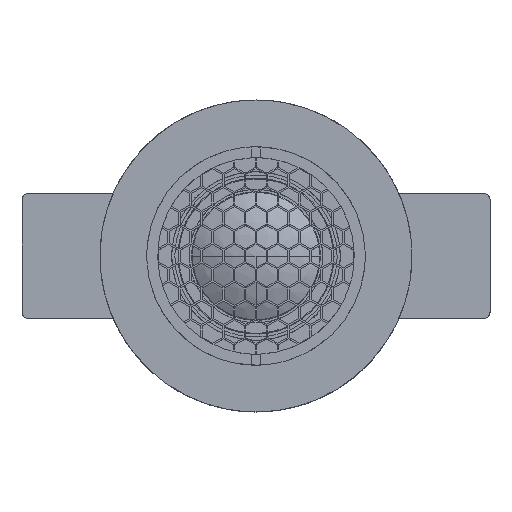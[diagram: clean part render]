
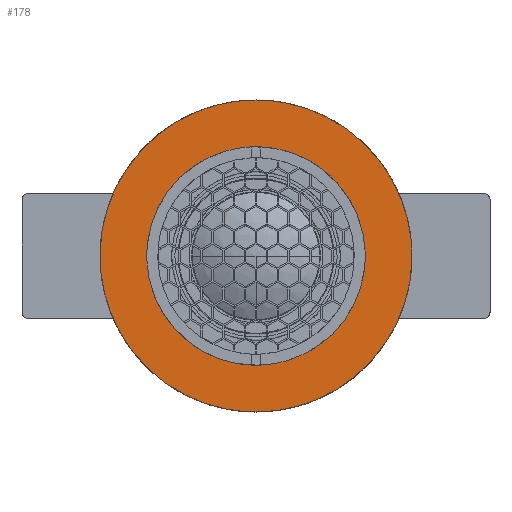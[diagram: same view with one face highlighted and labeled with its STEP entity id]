
A CAD part, top view. The second image highlights one B-rep face of the part: STEP entity #178.
In plain terms, the highlighted planar face has unit normal (0, 0, 1).
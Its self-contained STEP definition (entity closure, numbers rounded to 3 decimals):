
#178=ADVANCED_FACE('',(#1132,#940),#13563,.T.);
#940=FACE_BOUND('',#1949,.T.);
#1132=FACE_OUTER_BOUND('',#1948,.T.);
#1948=EDGE_LOOP('',(#3119,#3120));
#1949=EDGE_LOOP('',(#3121,#3122));
#3119=ORIENTED_EDGE('',*,*,#7504,.T.);
#3120=ORIENTED_EDGE('',*,*,#7528,.T.);
#3121=ORIENTED_EDGE('',*,*,#7531,.F.);
#3122=ORIENTED_EDGE('',*,*,#7514,.F.);
#7504=EDGE_CURVE('',#11984,#11996,#9690,.T.);
#7514=EDGE_CURVE('',#11988,#11998,#9700,.T.);
#7528=EDGE_CURVE('',#11996,#11984,#9714,.T.);
#7531=EDGE_CURVE('',#11998,#11988,#9717,.T.);
#9690=(
BOUNDED_CURVE()
B_SPLINE_CURVE(2,(#16376,#16377,#16378,#16379,#16380),.UNSPECIFIED.,.F.,
 .F.)
B_SPLINE_CURVE_WITH_KNOTS((3,2,3),(0.,78.54,157.08),
 .UNSPECIFIED.)
CURVE()
GEOMETRIC_REPRESENTATION_ITEM()
RATIONAL_B_SPLINE_CURVE((1.,0.707,1.,0.707,1.))
REPRESENTATION_ITEM('')
);
#9700=(
BOUNDED_CURVE()
B_SPLINE_CURVE(2,(#16419,#16420,#16421,#16422,#16423,#16424,#16425),
 .UNSPECIFIED.,.F.,.F.)
B_SPLINE_CURVE_WITH_KNOTS((3,2,2,3),(-72.949,-54.978,
0.,37.007),.UNSPECIFIED.)
CURVE()
GEOMETRIC_REPRESENTATION_ITEM()
RATIONAL_B_SPLINE_CURVE((1.,0.969,1.,0.707,1.,0.86,
1.))
REPRESENTATION_ITEM('')
);
#9714=(
BOUNDED_CURVE()
B_SPLINE_CURVE(2,(#16477,#16478,#16479,#16480,#16481),.UNSPECIFIED.,.F.,
 .F.)
B_SPLINE_CURVE_WITH_KNOTS((3,2,3),(157.08,235.619,314.159),
 .UNSPECIFIED.)
CURVE()
GEOMETRIC_REPRESENTATION_ITEM()
RATIONAL_B_SPLINE_CURVE((1.,0.707,1.,0.707,1.))
REPRESENTATION_ITEM('')
);
#9717=(
BOUNDED_CURVE()
B_SPLINE_CURVE(2,(#16489,#16490,#16491,#16492,#16493,#16494,#16495),
 .UNSPECIFIED.,.F.,.F.)
B_SPLINE_CURVE_WITH_KNOTS((3,2,2,3),(37.007,54.978,
109.956,146.963),.UNSPECIFIED.)
CURVE()
GEOMETRIC_REPRESENTATION_ITEM()
RATIONAL_B_SPLINE_CURVE((1.,0.969,1.,0.707,1.,0.86,
1.))
REPRESENTATION_ITEM('')
);
#11984=VERTEX_POINT('',#16272);
#11988=VERTEX_POINT('',#16276);
#11996=VERTEX_POINT('',#16284);
#11998=VERTEX_POINT('',#16286);
#13563=PLANE('',#14237);
#14237=AXIS2_PLACEMENT_3D('',#16157,#14894,$);
#14894=DIRECTION('',(0.,0.,1.));
#16157=CARTESIAN_POINT('',(62.5,-62.5,18.));
#16272=CARTESIAN_POINT('',(0.,50.,18.));
#16276=CARTESIAN_POINT('',(-30.417,-17.314,18.));
#16284=CARTESIAN_POINT('',(0.,-50.,18.));
#16286=CARTESIAN_POINT('',(30.417,17.314,18.));
#16376=CARTESIAN_POINT('',(0.,50.,18.));
#16377=CARTESIAN_POINT('',(-50.,50.,18.));
#16378=CARTESIAN_POINT('',(-50.,0.,18.));
#16379=CARTESIAN_POINT('',(-50.,-50.,18.));
#16380=CARTESIAN_POINT('',(0.,-50.,18.));
#16419=CARTESIAN_POINT('',(-30.417,-17.314,18.));
#16420=CARTESIAN_POINT('',(-25.992,-25.089,18.));
#16421=CARTESIAN_POINT('',(-18.378,-29.787,18.));
#16422=CARTESIAN_POINT('',(11.409,-48.165,18.));
#16423=CARTESIAN_POINT('',(29.787,-18.378,18.));
#16424=CARTESIAN_POINT('',(40.682,-0.718,18.));
#16425=CARTESIAN_POINT('',(30.417,17.314,18.));
#16477=CARTESIAN_POINT('',(0.,-50.,18.));
#16478=CARTESIAN_POINT('',(50.,-50.,18.));
#16479=CARTESIAN_POINT('',(50.,0.,18.));
#16480=CARTESIAN_POINT('',(50.,50.,18.));
#16481=CARTESIAN_POINT('',(0.,50.,18.));
#16489=CARTESIAN_POINT('',(30.417,17.314,18.));
#16490=CARTESIAN_POINT('',(25.992,25.089,18.));
#16491=CARTESIAN_POINT('',(18.378,29.787,18.));
#16492=CARTESIAN_POINT('',(-11.409,48.165,18.));
#16493=CARTESIAN_POINT('',(-29.787,18.378,18.));
#16494=CARTESIAN_POINT('',(-40.682,0.718,18.));
#16495=CARTESIAN_POINT('',(-30.417,-17.314,18.));
